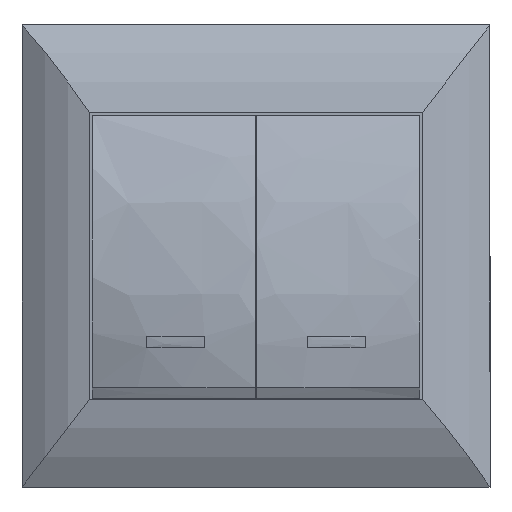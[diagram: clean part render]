
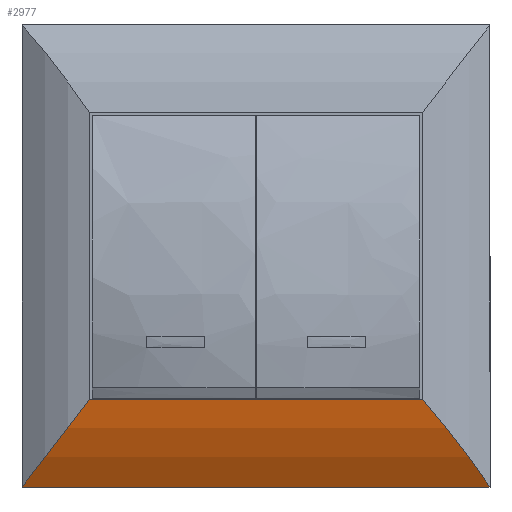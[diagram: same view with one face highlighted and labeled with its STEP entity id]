
A CAD part, top view. The second image highlights one B-rep face of the part: STEP entity #2977.
In plain terms, the highlighted free-form (B-spline) face has degree [3, 3] with [7, 4] control points.
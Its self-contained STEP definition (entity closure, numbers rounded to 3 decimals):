
#100 = CARTESIAN_POINT ( 'NONE',  ( 20.375, -40.25, 5. ) ) ;
#123 = CARTESIAN_POINT ( 'NONE',  ( -29., -25., 11. ) ) ;
#126 = ORIENTED_EDGE ( 'NONE', *, *, #3852, .T. ) ;
#183 = CARTESIAN_POINT ( 'NONE',  ( -36.544, -34.791, 8.287 ) ) ;
#653 = CARTESIAN_POINT ( 'NONE',  ( 29., -25., 11. ) ) ;
#677 = CARTESIAN_POINT ( 'NONE',  ( 0.208, -29.813, 10.328 ) ) ;
#713 = CARTESIAN_POINT ( 'NONE',  ( -36.544, -34.791, 8.287 ) ) ;
#1083 = VERTEX_POINT ( 'NONE', #3596 ) ;
#1086 = VECTOR ( 'NONE', #1140, 1000. ) ;
#1140 = DIRECTION ( 'NONE',  ( 1., 0., 0. ) ) ;
#1259 = CARTESIAN_POINT ( 'NONE',  ( 37.123, -34.791, 8.287 ) ) ;
#1275 = CARTESIAN_POINT ( 'NONE',  ( 40.75, -40.25, 5. ) ) ;
#1289 = CARTESIAN_POINT ( 'NONE',  ( 0., -40.25, 5. ) ) ;
#1595 = VERTEX_POINT ( 'NONE', #7641 ) ;
#1815 = CARTESIAN_POINT ( 'NONE',  ( 29., -25., 11. ) ) ;
#1858 = CARTESIAN_POINT ( 'NONE',  ( 24.167, -25., 11. ) ) ;
#1879 = CARTESIAN_POINT ( 'NONE',  ( -16.25, -29.813, 10.328 ) ) ;
#2440 = CARTESIAN_POINT ( 'NONE',  ( 30.984, -34.791, 8.287 ) ) ;
#2455 = FACE_OUTER_BOUND ( 'NONE', #6548, .T. ) ;
#2471 = CARTESIAN_POINT ( 'NONE',  ( -20.375, -40.25, 5. ) ) ;
#2910 = ORIENTED_EDGE ( 'NONE', *, *, #3260, .T. ) ;
#2977 = ADVANCED_FACE ( 'NONE', ( #2455 ), #3674, .T. ) ;
#3051 = CARTESIAN_POINT ( 'NONE',  ( 14.5, -25., 11. ) ) ;
#3072 = CARTESIAN_POINT ( 'NONE',  ( -27.223, -29.813, 10.328 ) ) ;
#3133 = CARTESIAN_POINT ( 'NONE',  ( -29., -25., 11. ) ) ;
#3260 = EDGE_CURVE ( 'NONE', #4896, #4028, #5980, .T. ) ;
#3596 = CARTESIAN_POINT ( 'NONE',  ( -40.75, -40.25, 5. ) ) ;
#3655 = CARTESIAN_POINT ( 'NONE',  ( 18.706, -34.791, 8.287 ) ) ;
#3674 = B_SPLINE_SURFACE_WITH_KNOTS ( 'NONE', 3, 3, ( 
 ( #653, #4233, #1259, #5456 ),
 ( #1858, #6107, #2440, #6733 ),
 ( #3051, #7332, #3655, #100 ),
 ( #4268, #677, #4863, #1289 ),
 ( #5488, #1879, #6136, #2471 ),
 ( #6759, #3072, #7362, #3687 ),
 ( #123, #4291, #713, #4891 ) ),
 .UNSPECIFIED., .F., .F., .F.,
 ( 4, 1, 1, 1, 4 ),
 ( 4, 4 ),
 ( 0.24, 0.305, 0.37, 0.435, 0.5 ),
 ( 0., 1. ),
 .UNSPECIFIED. ) ;
#3687 = CARTESIAN_POINT ( 'NONE',  ( -33.958, -40.25, 5. ) ) ;
#3852 = EDGE_CURVE ( 'NONE', #4028, #1083, #7011, .T. ) ;
#4028 = VERTEX_POINT ( 'NONE', #4556 ) ;
#4152 = VECTOR ( 'NONE', #5382, 1000. ) ;
#4233 = CARTESIAN_POINT ( 'NONE',  ( 33.125, -29.813, 10.328 ) ) ;
#4259 = LINE ( 'NONE', #5922, #1086 ) ;
#4268 = CARTESIAN_POINT ( 'NONE',  ( 0., -25., 11. ) ) ;
#4291 = CARTESIAN_POINT ( 'NONE',  ( -32.709, -29.813, 10.328 ) ) ;
#4347 = CARTESIAN_POINT ( 'NONE',  ( -40.75, -40.25, 5. ) ) ;
#4537 = ORIENTED_EDGE ( 'NONE', *, *, #5404, .T. ) ;
#4556 = CARTESIAN_POINT ( 'NONE',  ( -29., -25., 11. ) ) ;
#4855 = CARTESIAN_POINT ( 'NONE',  ( 37.123, -34.791, 8.287 ) ) ;
#4863 = CARTESIAN_POINT ( 'NONE',  ( 0.289, -34.791, 8.287 ) ) ;
#4891 = CARTESIAN_POINT ( 'NONE',  ( -40.75, -40.25, 5. ) ) ;
#4896 = VERTEX_POINT ( 'NONE', #5479 ) ;
#5382 = DIRECTION ( 'NONE',  ( -1., 0., 0. ) ) ;
#5404 = EDGE_CURVE ( 'NONE', #1083, #1595, #4259, .T. ) ;
#5456 = CARTESIAN_POINT ( 'NONE',  ( 40.75, -40.25, 5. ) ) ;
#5474 = EDGE_CURVE ( 'NONE', #4896, #1595, #6600, .T. ) ;
#5479 = CARTESIAN_POINT ( 'NONE',  ( 29., -25., 11. ) ) ;
#5488 = CARTESIAN_POINT ( 'NONE',  ( -14.5, -25., 11. ) ) ;
#5922 = CARTESIAN_POINT ( 'NONE',  ( -40.75, -40.25, 5. ) ) ;
#5980 = LINE ( 'NONE', #6659, #4152 ) ;
#6107 = CARTESIAN_POINT ( 'NONE',  ( 27.639, -29.813, 10.328 ) ) ;
#6136 = CARTESIAN_POINT ( 'NONE',  ( -18.127, -34.791, 8.287 ) ) ;
#6548 = EDGE_LOOP ( 'NONE', ( #2910, #126, #4537, #6566 ) ) ;
#6566 = ORIENTED_EDGE ( 'NONE', *, *, #5474, .F. ) ;
#6600 = B_SPLINE_CURVE_WITH_KNOTS ( 'NONE', 3,
 ( #1815, #7288, #4855, #1275 ),
 .UNSPECIFIED., .F., .F.,
 ( 4, 4 ),
 ( 0., 1. ),
 .UNSPECIFIED. ) ;
#6659 = CARTESIAN_POINT ( 'NONE',  ( -29., -25., 11. ) ) ;
#6733 = CARTESIAN_POINT ( 'NONE',  ( 33.958, -40.25, 5. ) ) ;
#6759 = CARTESIAN_POINT ( 'NONE',  ( -24.167, -25., 11. ) ) ;
#6821 = CARTESIAN_POINT ( 'NONE',  ( -32.709, -29.813, 10.328 ) ) ;
#7011 = B_SPLINE_CURVE_WITH_KNOTS ( 'NONE', 3,
 ( #3133, #6821, #183, #4347 ),
 .UNSPECIFIED., .F., .F.,
 ( 4, 4 ),
 ( 0., 1. ),
 .UNSPECIFIED. ) ;
#7288 = CARTESIAN_POINT ( 'NONE',  ( 33.125, -29.813, 10.328 ) ) ;
#7332 = CARTESIAN_POINT ( 'NONE',  ( 16.666, -29.813, 10.328 ) ) ;
#7362 = CARTESIAN_POINT ( 'NONE',  ( -30.405, -34.791, 8.287 ) ) ;
#7641 = CARTESIAN_POINT ( 'NONE',  ( 40.75, -40.25, 5. ) ) ;
